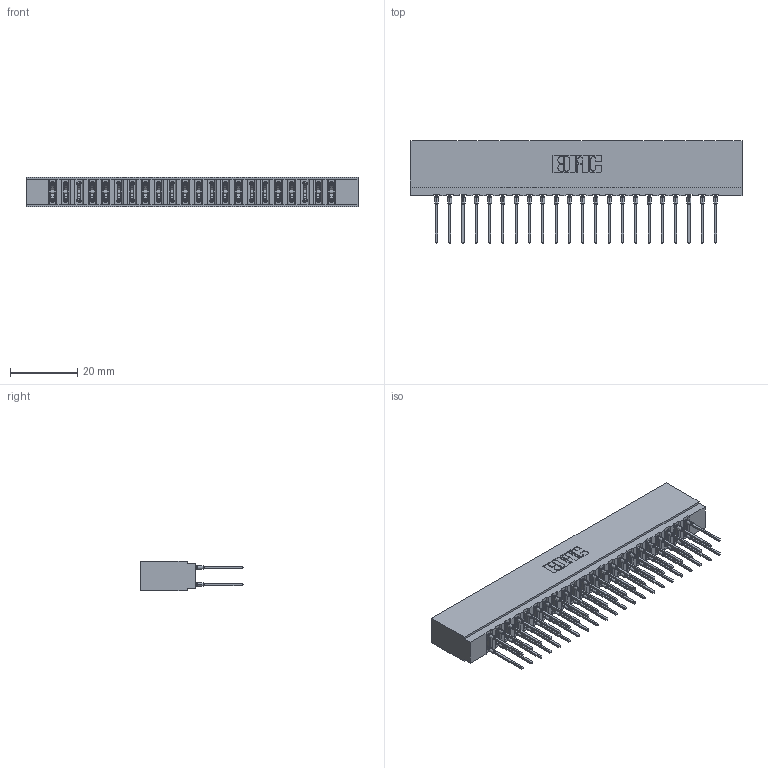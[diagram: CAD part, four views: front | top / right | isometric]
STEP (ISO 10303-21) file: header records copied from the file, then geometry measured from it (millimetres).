
FILE_DESCRIPTION (( 'STEP AP203' ), '1' );
FILE_NAME ('737-044-540-201.STEP', '2020-09-11T03:55:13', ( '' ), ( '' ), 'SwSTEP 2.0', 'SolidWorks 2020', '' );
FILE_SCHEMA (( 'CONFIG_CONTROL_DESIGN' ));
Length unit declared in the file: inch
Products named in the file (3): 737-044-540-201; 745-292-001_540; 737 Part_Insulator Option - 01
Assembly tree (45 placements, depth 2):
  737-044-540-201
    737 Part_Insulator Option - 01
    745-292-001_540  x44
Bounding box: 99.01 x 30.62 x 8.89 mm (x, y, z)
Volume: 10043 mm3; surface area: 14728 mm2
Topology: 45 solids, 45 shells, 4054 faces, 10903 edges, 6858 vertices
Faces by surface type: plane 2100, bspline 880, cylinder 810, torus 264
Entity records: 40467 total; most frequent: CARTESIAN_POINT 7533, ORIENTED_EDGE 6928, DIRECTION 6064, EDGE_CURVE 3464, LINE 3150, VECTOR 3150, VERTEX_POINT 2214, AXIS2_PLACEMENT_3D 1457
